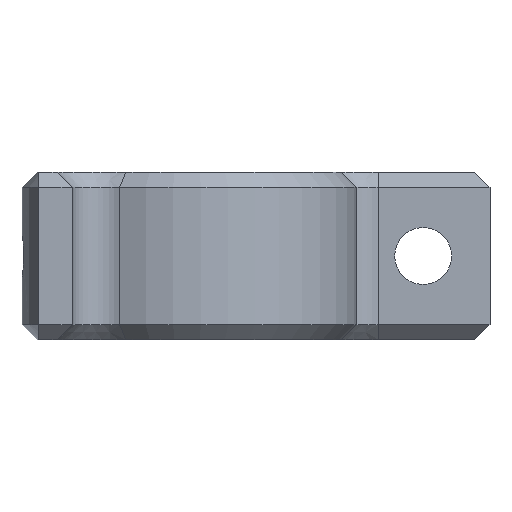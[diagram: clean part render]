
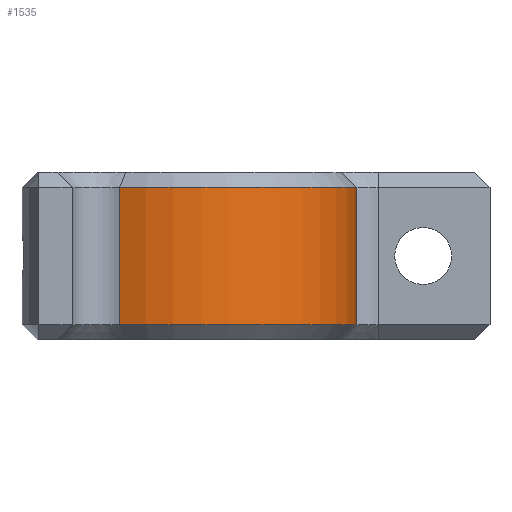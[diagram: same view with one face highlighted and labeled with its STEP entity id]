
A CAD part, front view. The second image highlights one B-rep face of the part: STEP entity #1535.
In plain terms, the highlighted cylindrical face has radius 10 mm (diameter 20 mm), a partial arc.
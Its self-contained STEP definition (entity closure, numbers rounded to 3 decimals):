
#100 = CYLINDRICAL_SURFACE('',#101,2.);
#101 = AXIS2_PLACEMENT_3D('',#102,#103,#104);
#102 = CARTESIAN_POINT('',(-5.,-10.909,0.));
#103 = DIRECTION('',(0.,0.,1.));
#104 = DIRECTION('',(-1.,0.,0.));
#416 = EDGE_CURVE('',#417,#419,#421,.T.);
#417 = VERTEX_POINT('',#418);
#418 = CARTESIAN_POINT('',(-4.167,-9.091,0.9));
#419 = VERTEX_POINT('',#420);
#420 = CARTESIAN_POINT('',(-4.167,-9.091,9.1));
#421 = SURFACE_CURVE('',#422,(#426,#433),.PCURVE_S1.);
#422 = LINE('',#423,#424);
#423 = CARTESIAN_POINT('',(-4.167,-9.091,0.));
#424 = VECTOR('',#425,1.);
#425 = DIRECTION('',(0.,0.,1.));
#426 = PCURVE('',#100,#427);
#427 = DEFINITIONAL_REPRESENTATION('',(#428),#432);
#428 = LINE('',#429,#430);
#429 = CARTESIAN_POINT('',(-2.001,0.));
#430 = VECTOR('',#431,1.);
#431 = DIRECTION('',(-0.,1.));
#432 = ( GEOMETRIC_REPRESENTATION_CONTEXT(2) 
PARAMETRIC_REPRESENTATION_CONTEXT() REPRESENTATION_CONTEXT('2D SPACE',''
  ) );
#433 = PCURVE('',#434,#439);
#434 = CYLINDRICAL_SURFACE('',#435,10.);
#435 = AXIS2_PLACEMENT_3D('',#436,#437,#438);
#436 = CARTESIAN_POINT('',(0.,0.,0.));
#437 = DIRECTION('',(0.,0.,1.));
#438 = DIRECTION('',(1.,0.,0.));
#439 = DEFINITIONAL_REPRESENTATION('',(#440),#444);
#440 = LINE('',#441,#442);
#441 = CARTESIAN_POINT('',(4.283,0.));
#442 = VECTOR('',#443,1.);
#443 = DIRECTION('',(0.,1.));
#444 = ( GEOMETRIC_REPRESENTATION_CONTEXT(2) 
PARAMETRIC_REPRESENTATION_CONTEXT() REPRESENTATION_CONTEXT('2D SPACE',''
  ) );
#1106 = CONICAL_SURFACE('',#1107,10.,0.785);
#1107 = AXIS2_PLACEMENT_3D('',#1108,#1109,#1110);
#1108 = CARTESIAN_POINT('',(0.,0.,0.9));
#1109 = DIRECTION('',(-0.,-0.,1.));
#1110 = DIRECTION('',(1.,0.,0.));
#1139 = CONICAL_SURFACE('',#1140,10.,0.785);
#1140 = AXIS2_PLACEMENT_3D('',#1141,#1142,#1143);
#1141 = CARTESIAN_POINT('',(0.,0.,0.9));
#1142 = DIRECTION('',(-0.,-0.,1.));
#1143 = DIRECTION('',(-0.417,-0.909,-0.));
#1357 = CONICAL_SURFACE('',#1358,10.,0.785);
#1358 = AXIS2_PLACEMENT_3D('',#1359,#1360,#1361);
#1359 = CARTESIAN_POINT('',(0.,0.,9.1));
#1360 = DIRECTION('',(-0.,-0.,-1.));
#1361 = DIRECTION('',(-0.417,-0.909,0.));
#1386 = CONICAL_SURFACE('',#1387,10.,0.785);
#1387 = AXIS2_PLACEMENT_3D('',#1388,#1389,#1390);
#1388 = CARTESIAN_POINT('',(0.,0.,9.1));
#1389 = DIRECTION('',(-0.,-0.,-1.));
#1390 = DIRECTION('',(1.,0.,0.));
#1535 = ADVANCED_FACE('',(#1536),#434,.T.);
#1536 = FACE_BOUND('',#1537,.T.);
#1537 = EDGE_LOOP('',(#1538,#1568,#1592,#1614,#1615,#1639));
#1538 = ORIENTED_EDGE('',*,*,#1539,.T.);
#1539 = EDGE_CURVE('',#1540,#1542,#1544,.T.);
#1540 = VERTEX_POINT('',#1541);
#1541 = CARTESIAN_POINT('',(9.428,3.333,0.9));
#1542 = VERTEX_POINT('',#1543);
#1543 = CARTESIAN_POINT('',(9.428,3.333,9.1));
#1544 = SURFACE_CURVE('',#1545,(#1549,#1556),.PCURVE_S1.);
#1545 = LINE('',#1546,#1547);
#1546 = CARTESIAN_POINT('',(9.428,3.333,0.));
#1547 = VECTOR('',#1548,1.);
#1548 = DIRECTION('',(0.,0.,1.));
#1549 = PCURVE('',#434,#1550);
#1550 = DEFINITIONAL_REPRESENTATION('',(#1551),#1555);
#1551 = LINE('',#1552,#1553);
#1552 = CARTESIAN_POINT('',(6.623,0.));
#1553 = VECTOR('',#1554,1.);
#1554 = DIRECTION('',(0.,1.));
#1555 = ( GEOMETRIC_REPRESENTATION_CONTEXT(2) 
PARAMETRIC_REPRESENTATION_CONTEXT() REPRESENTATION_CONTEXT('2D SPACE',''
  ) );
#1556 = PCURVE('',#1557,#1562);
#1557 = CYLINDRICAL_SURFACE('',#1558,2.);
#1558 = AXIS2_PLACEMENT_3D('',#1559,#1560,#1561);
#1559 = CARTESIAN_POINT('',(11.314,4.,0.));
#1560 = DIRECTION('',(0.,0.,1.));
#1561 = DIRECTION('',(0.,1.,0.));
#1562 = DEFINITIONAL_REPRESENTATION('',(#1563),#1567);
#1563 = LINE('',#1564,#1565);
#1564 = CARTESIAN_POINT('',(1.911,0.));
#1565 = VECTOR('',#1566,1.);
#1566 = DIRECTION('',(0.,1.));
#1567 = ( GEOMETRIC_REPRESENTATION_CONTEXT(2) 
PARAMETRIC_REPRESENTATION_CONTEXT() REPRESENTATION_CONTEXT('2D SPACE',''
  ) );
#1568 = ORIENTED_EDGE('',*,*,#1569,.F.);
#1569 = EDGE_CURVE('',#1570,#1542,#1572,.T.);
#1570 = VERTEX_POINT('',#1571);
#1571 = CARTESIAN_POINT('',(10.,0.,9.1));
#1572 = SURFACE_CURVE('',#1573,(#1578,#1585),.PCURVE_S1.);
#1573 = CIRCLE('',#1574,10.);
#1574 = AXIS2_PLACEMENT_3D('',#1575,#1576,#1577);
#1575 = CARTESIAN_POINT('',(0.,0.,9.1));
#1576 = DIRECTION('',(0.,0.,1.));
#1577 = DIRECTION('',(1.,0.,-0.));
#1578 = PCURVE('',#434,#1579);
#1579 = DEFINITIONAL_REPRESENTATION('',(#1580),#1584);
#1580 = LINE('',#1581,#1582);
#1581 = CARTESIAN_POINT('',(6.283,9.1));
#1582 = VECTOR('',#1583,1.);
#1583 = DIRECTION('',(1.,0.));
#1584 = ( GEOMETRIC_REPRESENTATION_CONTEXT(2) 
PARAMETRIC_REPRESENTATION_CONTEXT() REPRESENTATION_CONTEXT('2D SPACE',''
  ) );
#1585 = PCURVE('',#1386,#1586);
#1586 = DEFINITIONAL_REPRESENTATION('',(#1587),#1591);
#1587 = LINE('',#1588,#1589);
#1588 = CARTESIAN_POINT('',(-0.,0.));
#1589 = VECTOR('',#1590,1.);
#1590 = DIRECTION('',(-1.,0.));
#1591 = ( GEOMETRIC_REPRESENTATION_CONTEXT(2) 
PARAMETRIC_REPRESENTATION_CONTEXT() REPRESENTATION_CONTEXT('2D SPACE',''
  ) );
#1592 = ORIENTED_EDGE('',*,*,#1593,.F.);
#1593 = EDGE_CURVE('',#419,#1570,#1594,.T.);
#1594 = SURFACE_CURVE('',#1595,(#1600,#1607),.PCURVE_S1.);
#1595 = CIRCLE('',#1596,10.);
#1596 = AXIS2_PLACEMENT_3D('',#1597,#1598,#1599);
#1597 = CARTESIAN_POINT('',(0.,0.,9.1));
#1598 = DIRECTION('',(0.,0.,1.));
#1599 = DIRECTION('',(-0.417,-0.909,0.));
#1600 = PCURVE('',#434,#1601);
#1601 = DEFINITIONAL_REPRESENTATION('',(#1602),#1606);
#1602 = LINE('',#1603,#1604);
#1603 = CARTESIAN_POINT('',(4.283,9.1));
#1604 = VECTOR('',#1605,1.);
#1605 = DIRECTION('',(1.,0.));
#1606 = ( GEOMETRIC_REPRESENTATION_CONTEXT(2) 
PARAMETRIC_REPRESENTATION_CONTEXT() REPRESENTATION_CONTEXT('2D SPACE',''
  ) );
#1607 = PCURVE('',#1357,#1608);
#1608 = DEFINITIONAL_REPRESENTATION('',(#1609),#1613);
#1609 = LINE('',#1610,#1611);
#1610 = CARTESIAN_POINT('',(-0.,0.));
#1611 = VECTOR('',#1612,1.);
#1612 = DIRECTION('',(-1.,0.));
#1613 = ( GEOMETRIC_REPRESENTATION_CONTEXT(2) 
PARAMETRIC_REPRESENTATION_CONTEXT() REPRESENTATION_CONTEXT('2D SPACE',''
  ) );
#1614 = ORIENTED_EDGE('',*,*,#416,.F.);
#1615 = ORIENTED_EDGE('',*,*,#1616,.T.);
#1616 = EDGE_CURVE('',#417,#1617,#1619,.T.);
#1617 = VERTEX_POINT('',#1618);
#1618 = CARTESIAN_POINT('',(10.,0.,0.9));
#1619 = SURFACE_CURVE('',#1620,(#1625,#1632),.PCURVE_S1.);
#1620 = CIRCLE('',#1621,10.);
#1621 = AXIS2_PLACEMENT_3D('',#1622,#1623,#1624);
#1622 = CARTESIAN_POINT('',(0.,0.,0.9));
#1623 = DIRECTION('',(-0.,0.,1.));
#1624 = DIRECTION('',(-0.417,-0.909,-0.));
#1625 = PCURVE('',#434,#1626);
#1626 = DEFINITIONAL_REPRESENTATION('',(#1627),#1631);
#1627 = LINE('',#1628,#1629);
#1628 = CARTESIAN_POINT('',(4.283,0.9));
#1629 = VECTOR('',#1630,1.);
#1630 = DIRECTION('',(1.,0.));
#1631 = ( GEOMETRIC_REPRESENTATION_CONTEXT(2) 
PARAMETRIC_REPRESENTATION_CONTEXT() REPRESENTATION_CONTEXT('2D SPACE',''
  ) );
#1632 = PCURVE('',#1139,#1633);
#1633 = DEFINITIONAL_REPRESENTATION('',(#1634),#1638);
#1634 = LINE('',#1635,#1636);
#1635 = CARTESIAN_POINT('',(0.,0.));
#1636 = VECTOR('',#1637,1.);
#1637 = DIRECTION('',(1.,0.));
#1638 = ( GEOMETRIC_REPRESENTATION_CONTEXT(2) 
PARAMETRIC_REPRESENTATION_CONTEXT() REPRESENTATION_CONTEXT('2D SPACE',''
  ) );
#1639 = ORIENTED_EDGE('',*,*,#1640,.T.);
#1640 = EDGE_CURVE('',#1617,#1540,#1641,.T.);
#1641 = SURFACE_CURVE('',#1642,(#1647,#1654),.PCURVE_S1.);
#1642 = CIRCLE('',#1643,10.);
#1643 = AXIS2_PLACEMENT_3D('',#1644,#1645,#1646);
#1644 = CARTESIAN_POINT('',(0.,0.,0.9));
#1645 = DIRECTION('',(0.,-0.,1.));
#1646 = DIRECTION('',(1.,0.,0.));
#1647 = PCURVE('',#434,#1648);
#1648 = DEFINITIONAL_REPRESENTATION('',(#1649),#1653);
#1649 = LINE('',#1650,#1651);
#1650 = CARTESIAN_POINT('',(6.283,0.9));
#1651 = VECTOR('',#1652,1.);
#1652 = DIRECTION('',(1.,0.));
#1653 = ( GEOMETRIC_REPRESENTATION_CONTEXT(2) 
PARAMETRIC_REPRESENTATION_CONTEXT() REPRESENTATION_CONTEXT('2D SPACE',''
  ) );
#1654 = PCURVE('',#1106,#1655);
#1655 = DEFINITIONAL_REPRESENTATION('',(#1656),#1660);
#1656 = LINE('',#1657,#1658);
#1657 = CARTESIAN_POINT('',(0.,0.));
#1658 = VECTOR('',#1659,1.);
#1659 = DIRECTION('',(1.,0.));
#1660 = ( GEOMETRIC_REPRESENTATION_CONTEXT(2) 
PARAMETRIC_REPRESENTATION_CONTEXT() REPRESENTATION_CONTEXT('2D SPACE',''
  ) );
